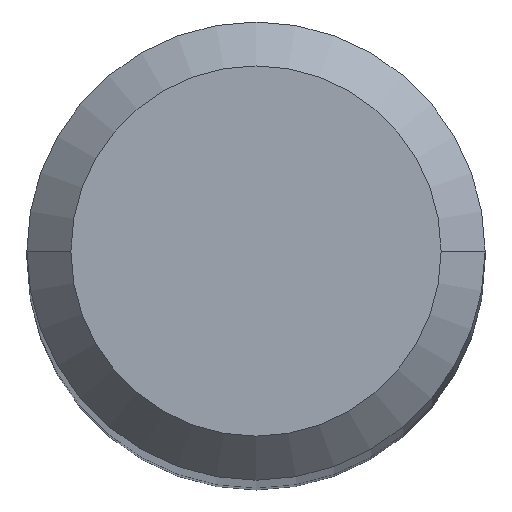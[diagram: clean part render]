
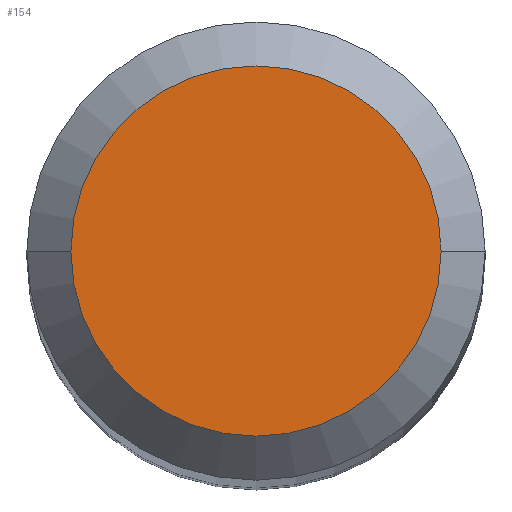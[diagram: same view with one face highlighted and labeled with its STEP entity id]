
A CAD part, top view. The second image highlights one B-rep face of the part: STEP entity #154.
In plain terms, the highlighted planar face has unit normal (0, 0, 1).
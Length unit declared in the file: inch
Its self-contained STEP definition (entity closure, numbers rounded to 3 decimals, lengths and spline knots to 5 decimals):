
#10 = EDGE_LOOP ( 'NONE', ( #168, #171 ) ) ;
#40 = EDGE_CURVE ( 'NONE', #269, #194, #316, .T. ) ;
#43 = DIRECTION ( 'NONE',  ( 0., 0., 1. ) ) ;
#44 = CARTESIAN_POINT ( 'NONE',  ( 0., 0., 2. ) ) ;
#48 = DIRECTION ( 'NONE',  ( 0., 0., 1. ) ) ;
#54 = CARTESIAN_POINT ( 'NONE',  ( -0.0631, 0., 2. ) ) ;
#97 = PLANE ( 'NONE',  #233 ) ;
#106 = EDGE_CURVE ( 'NONE', #194, #269, #131, .T. ) ;
#111 = AXIS2_PLACEMENT_3D ( 'NONE', #231, #48, #175 ) ;
#131 = CIRCLE ( 'NONE', #304, 0.0631 ) ;
#152 = DIRECTION ( 'NONE',  ( 1., 0., 0. ) ) ;
#154 = ADVANCED_FACE ( 'NONE', ( #202 ), #97, .T. ) ;
#155 = DIRECTION ( 'NONE',  ( 0., 0., 1. ) ) ;
#168 = ORIENTED_EDGE ( 'NONE', *, *, #106, .T. ) ;
#171 = ORIENTED_EDGE ( 'NONE', *, *, #40, .T. ) ;
#175 = DIRECTION ( 'NONE',  ( 1., 0., 0. ) ) ;
#194 = VERTEX_POINT ( 'NONE', #54 ) ;
#202 = FACE_OUTER_BOUND ( 'NONE', #10, .T. ) ;
#215 = CARTESIAN_POINT ( 'NONE',  ( 0.0631, 0., 2. ) ) ;
#231 = CARTESIAN_POINT ( 'NONE',  ( 0., 0., 2. ) ) ;
#233 = AXIS2_PLACEMENT_3D ( 'NONE', #294, #43, #295 ) ;
#269 = VERTEX_POINT ( 'NONE', #215 ) ;
#294 = CARTESIAN_POINT ( 'NONE',  ( 0., 0., 2. ) ) ;
#295 = DIRECTION ( 'NONE',  ( 1., 0., 0. ) ) ;
#304 = AXIS2_PLACEMENT_3D ( 'NONE', #44, #155, #152 ) ;
#316 = CIRCLE ( 'NONE', #111, 0.0631 ) ;
